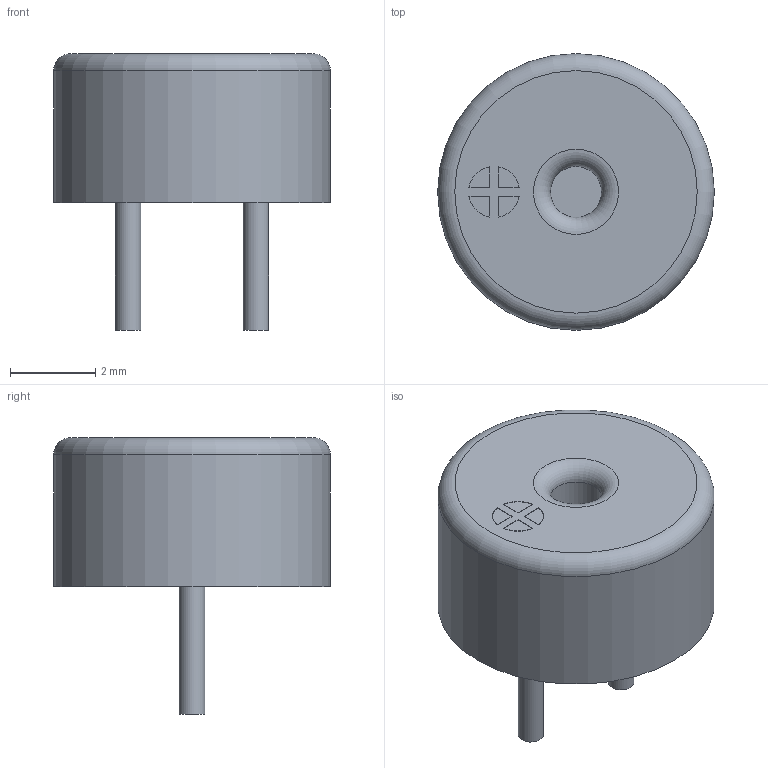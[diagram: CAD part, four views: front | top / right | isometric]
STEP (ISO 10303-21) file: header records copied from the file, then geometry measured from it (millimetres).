
FILE_DESCRIPTION(('STEP AP214'), '1');
FILE_NAME('櫻蠉錪', '2016-03-13T18:15:23', ('Anton S.'), (''), 'ASCON STEP Converter 1.3', 'ASCON Math Kernel', '');
FILE_SCHEMA(('AUTOMOTIVE_DESIGN { 1 0 10303 214 3 1 1}'));
Length unit declared in the file: millimetre
Bounding box: 6.5 x 6.5 x 6.5 mm (x, y, z)
Volume: 113.9 mm3; surface area: 155.2 mm2
Topology: 1 solids, 1 shells, 27 faces, 52 edges, 34 vertices
Faces by surface type: plane 17, cylinder 8, torus 2
Full cylindrical faces by diameter (mm): 0.6 x2, 1.2 x1, 6.5 x1
Entity records: 918 total; most frequent: DIRECTION 120, CARTESIAN_POINT 108, ORIENTED_EDGE 92, AXIS2_PLACEMENT_3D 46, EDGE_CURVE 46, EDGE_LOOP 40, VERTEX_POINT 34, COLOUR_RGB 28
